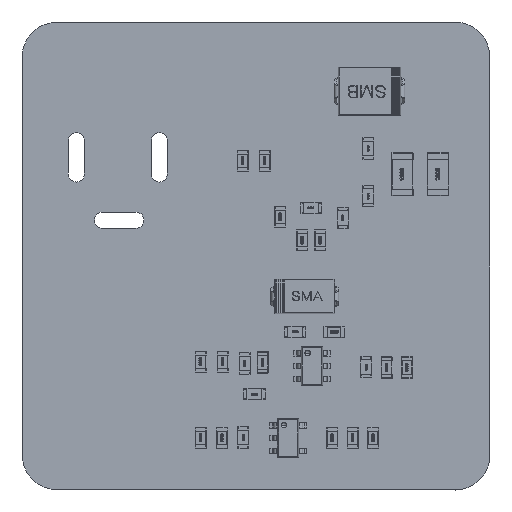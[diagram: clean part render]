
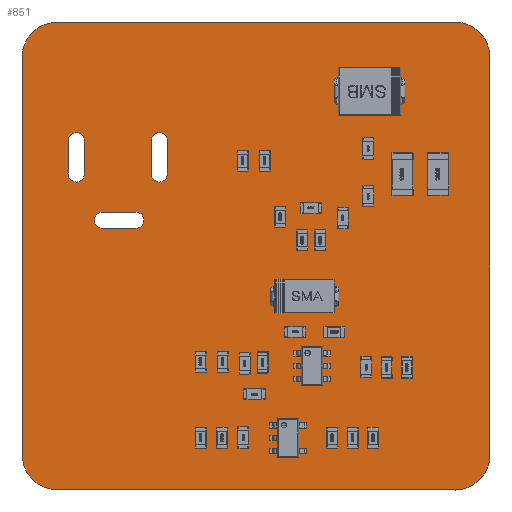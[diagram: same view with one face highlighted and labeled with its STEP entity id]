
A CAD part, top view. The second image highlights one B-rep face of the part: STEP entity #851.
In plain terms, the highlighted planar face has unit normal (0, 0, 1).
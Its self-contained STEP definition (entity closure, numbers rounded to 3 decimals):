
#184 = VERTEX_POINT('',#185);
#185 = CARTESIAN_POINT('',(28.014,28.85,0.411));
#191 = EDGE_CURVE('',#184,#192,#194,.T.);
#192 = VERTEX_POINT('',#193);
#193 = CARTESIAN_POINT('',(25.4,31.453,0.411));
#194 = CIRCLE('',#195,2.622);
#195 = AXIS2_PLACEMENT_3D('',#196,#197,#198);
#196 = CARTESIAN_POINT('',(28.022,31.472,0.411));
#197 = DIRECTION('',(0.,0.,-1.));
#198 = DIRECTION('',(-0.003,-1.,0.));
#224 = EDGE_CURVE('',#192,#225,#227,.T.);
#225 = VERTEX_POINT('',#226);
#226 = CARTESIAN_POINT('',(25.4,61.215,0.411));
#227 = LINE('',#228,#229);
#228 = CARTESIAN_POINT('',(25.4,31.453,0.411));
#229 = VECTOR('',#230,1.);
#230 = DIRECTION('',(0.,1.,0.));
#255 = EDGE_CURVE('',#225,#256,#258,.T.);
#256 = VERTEX_POINT('',#257);
#257 = CARTESIAN_POINT('',(28.015,63.829,0.411));
#258 = CIRCLE('',#259,2.62);
#259 = AXIS2_PLACEMENT_3D('',#260,#261,#262);
#260 = CARTESIAN_POINT('',(28.02,61.209,0.411));
#261 = DIRECTION('',(0.,0.,-1.));
#262 = DIRECTION('',(-1.,0.002,0.));
#288 = EDGE_CURVE('',#256,#289,#291,.T.);
#289 = VERTEX_POINT('',#290);
#290 = CARTESIAN_POINT('',(57.787,63.846,0.411));
#291 = LINE('',#292,#293);
#292 = CARTESIAN_POINT('',(28.015,63.829,0.411));
#293 = VECTOR('',#294,1.);
#294 = DIRECTION('',(1.,0.001,0.));
#319 = EDGE_CURVE('',#289,#320,#322,.T.);
#320 = VERTEX_POINT('',#321);
#321 = CARTESIAN_POINT('',(60.4,61.244,0.411));
#322 = CIRCLE('',#323,2.619);
#323 = AXIS2_PLACEMENT_3D('',#324,#325,#326);
#324 = CARTESIAN_POINT('',(57.781,61.227,0.411));
#325 = DIRECTION('',(0.,0.,-1.));
#326 = DIRECTION('',(0.002,1.,0.));
#352 = EDGE_CURVE('',#320,#353,#355,.T.);
#353 = VERTEX_POINT('',#354);
#354 = CARTESIAN_POINT('',(60.403,31.427,0.411));
#355 = LINE('',#356,#357);
#356 = CARTESIAN_POINT('',(60.4,61.244,0.411));
#357 = VECTOR('',#358,1.);
#358 = DIRECTION('',(0.,-1.,0.));
#383 = EDGE_CURVE('',#353,#384,#386,.T.);
#384 = VERTEX_POINT('',#385);
#385 = CARTESIAN_POINT('',(57.8,28.824,0.411));
#386 = CIRCLE('',#387,2.605);
#387 = AXIS2_PLACEMENT_3D('',#388,#389,#390);
#388 = CARTESIAN_POINT('',(57.798,31.429,0.411));
#389 = DIRECTION('',(0.,0.,-1.));
#390 = DIRECTION('',(1.,-0.001,0.));
#416 = EDGE_CURVE('',#384,#184,#417,.T.);
#417 = LINE('',#418,#419);
#418 = CARTESIAN_POINT('',(57.8,28.824,0.411));
#419 = VECTOR('',#420,1.);
#420 = DIRECTION('',(-1.,0.001,0.));
#440 = VERTEX_POINT('',#441);
#441 = CARTESIAN_POINT('',(30.064,54.971,0.411));
#447 = EDGE_CURVE('',#440,#448,#450,.T.);
#448 = VERTEX_POINT('',#449);
#449 = CARTESIAN_POINT('',(28.864,54.971,0.411));
#450 = CIRCLE('',#451,0.6);
#451 = AXIS2_PLACEMENT_3D('',#452,#453,#454);
#452 = CARTESIAN_POINT('',(29.464,54.971,0.411));
#453 = DIRECTION('',(0.,0.,1.));
#454 = DIRECTION('',(1.,0.,0.));
#482 = VERTEX_POINT('',#483);
#483 = CARTESIAN_POINT('',(30.064,52.471,0.411));
#489 = EDGE_CURVE('',#482,#440,#490,.T.);
#490 = LINE('',#491,#492);
#491 = CARTESIAN_POINT('',(30.064,52.471,0.411));
#492 = VECTOR('',#493,1.);
#493 = DIRECTION('',(0.,1.,0.));
#513 = VERTEX_POINT('',#514);
#514 = CARTESIAN_POINT('',(28.864,52.471,0.411));
#520 = EDGE_CURVE('',#513,#482,#521,.T.);
#521 = CIRCLE('',#522,0.6);
#522 = AXIS2_PLACEMENT_3D('',#523,#524,#525);
#523 = CARTESIAN_POINT('',(29.464,52.471,0.411));
#524 = DIRECTION('',(0.,0.,1.));
#525 = DIRECTION('',(-1.,0.,0.));
#544 = EDGE_CURVE('',#448,#513,#545,.T.);
#545 = LINE('',#546,#547);
#546 = CARTESIAN_POINT('',(28.864,54.971,0.411));
#547 = VECTOR('',#548,1.);
#548 = DIRECTION('',(0.,-1.,0.));
#568 = VERTEX_POINT('',#569);
#569 = CARTESIAN_POINT('',(31.414,49.621,0.411));
#575 = EDGE_CURVE('',#568,#576,#578,.T.);
#576 = VERTEX_POINT('',#577);
#577 = CARTESIAN_POINT('',(31.414,48.421,0.411));
#578 = CIRCLE('',#579,0.6);
#579 = AXIS2_PLACEMENT_3D('',#580,#581,#582);
#580 = CARTESIAN_POINT('',(31.414,49.021,0.411));
#581 = DIRECTION('',(0.,0.,1.));
#582 = DIRECTION('',(0.,1.,0.));
#610 = VERTEX_POINT('',#611);
#611 = CARTESIAN_POINT('',(33.914,49.621,0.411));
#617 = EDGE_CURVE('',#610,#568,#618,.T.);
#618 = LINE('',#619,#620);
#619 = CARTESIAN_POINT('',(33.914,49.621,0.411));
#620 = VECTOR('',#621,1.);
#621 = DIRECTION('',(-1.,0.,0.));
#641 = VERTEX_POINT('',#642);
#642 = CARTESIAN_POINT('',(33.914,48.421,0.411));
#648 = EDGE_CURVE('',#641,#610,#649,.T.);
#649 = CIRCLE('',#650,0.6);
#650 = AXIS2_PLACEMENT_3D('',#651,#652,#653);
#651 = CARTESIAN_POINT('',(33.914,49.021,0.411));
#652 = DIRECTION('',(0.,0.,1.));
#653 = DIRECTION('',(0.,-1.,0.));
#672 = EDGE_CURVE('',#576,#641,#673,.T.);
#673 = LINE('',#674,#675);
#674 = CARTESIAN_POINT('',(31.414,48.421,0.411));
#675 = VECTOR('',#676,1.);
#676 = DIRECTION('',(1.,0.,0.));
#696 = VERTEX_POINT('',#697);
#697 = CARTESIAN_POINT('',(35.064,52.471,0.411));
#703 = EDGE_CURVE('',#696,#704,#706,.T.);
#704 = VERTEX_POINT('',#705);
#705 = CARTESIAN_POINT('',(36.264,52.471,0.411));
#706 = CIRCLE('',#707,0.6);
#707 = AXIS2_PLACEMENT_3D('',#708,#709,#710);
#708 = CARTESIAN_POINT('',(35.664,52.471,0.411));
#709 = DIRECTION('',(0.,0.,1.));
#710 = DIRECTION('',(-1.,0.,0.));
#738 = VERTEX_POINT('',#739);
#739 = CARTESIAN_POINT('',(35.064,54.971,0.411));
#745 = EDGE_CURVE('',#738,#696,#746,.T.);
#746 = LINE('',#747,#748);
#747 = CARTESIAN_POINT('',(35.064,54.971,0.411));
#748 = VECTOR('',#749,1.);
#749 = DIRECTION('',(0.,-1.,0.));
#769 = VERTEX_POINT('',#770);
#770 = CARTESIAN_POINT('',(36.264,54.971,0.411));
#776 = EDGE_CURVE('',#769,#738,#777,.T.);
#777 = CIRCLE('',#778,0.6);
#778 = AXIS2_PLACEMENT_3D('',#779,#780,#781);
#779 = CARTESIAN_POINT('',(35.664,54.971,0.411));
#780 = DIRECTION('',(0.,0.,1.));
#781 = DIRECTION('',(1.,0.,0.));
#800 = EDGE_CURVE('',#704,#769,#801,.T.);
#801 = LINE('',#802,#803);
#802 = CARTESIAN_POINT('',(36.264,52.471,0.411));
#803 = VECTOR('',#804,1.);
#804 = DIRECTION('',(0.,1.,0.));
#851 = ADVANCED_FACE('',(#852,#862,#868,#874),#880,.T.);
#852 = FACE_BOUND('',#853,.F.);
#853 = EDGE_LOOP('',(#854,#855,#856,#857,#858,#859,#860,#861));
#854 = ORIENTED_EDGE('',*,*,#191,.T.);
#855 = ORIENTED_EDGE('',*,*,#224,.T.);
#856 = ORIENTED_EDGE('',*,*,#255,.T.);
#857 = ORIENTED_EDGE('',*,*,#288,.T.);
#858 = ORIENTED_EDGE('',*,*,#319,.T.);
#859 = ORIENTED_EDGE('',*,*,#352,.T.);
#860 = ORIENTED_EDGE('',*,*,#383,.T.);
#861 = ORIENTED_EDGE('',*,*,#416,.T.);
#862 = FACE_BOUND('',#863,.T.);
#863 = EDGE_LOOP('',(#864,#865,#866,#867));
#864 = ORIENTED_EDGE('',*,*,#447,.F.);
#865 = ORIENTED_EDGE('',*,*,#489,.F.);
#866 = ORIENTED_EDGE('',*,*,#520,.F.);
#867 = ORIENTED_EDGE('',*,*,#544,.F.);
#868 = FACE_BOUND('',#869,.T.);
#869 = EDGE_LOOP('',(#870,#871,#872,#873));
#870 = ORIENTED_EDGE('',*,*,#575,.F.);
#871 = ORIENTED_EDGE('',*,*,#617,.F.);
#872 = ORIENTED_EDGE('',*,*,#648,.F.);
#873 = ORIENTED_EDGE('',*,*,#672,.F.);
#874 = FACE_BOUND('',#875,.T.);
#875 = EDGE_LOOP('',(#876,#877,#878,#879));
#876 = ORIENTED_EDGE('',*,*,#703,.F.);
#877 = ORIENTED_EDGE('',*,*,#745,.F.);
#878 = ORIENTED_EDGE('',*,*,#776,.F.);
#879 = ORIENTED_EDGE('',*,*,#800,.F.);
#880 = PLANE('',#881);
#881 = AXIS2_PLACEMENT_3D('',#882,#883,#884);
#882 = CARTESIAN_POINT('',(28.014,28.85,0.411));
#883 = DIRECTION('',(0.,0.,1.));
#884 = DIRECTION('',(1.,0.,0.));
